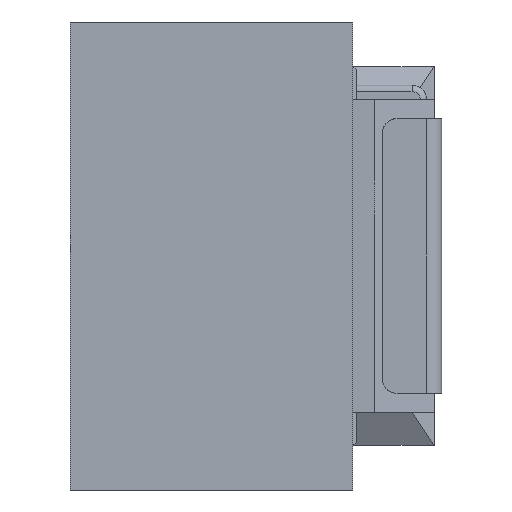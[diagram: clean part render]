
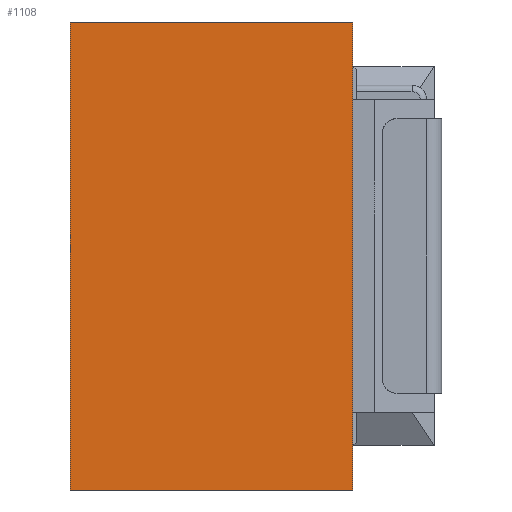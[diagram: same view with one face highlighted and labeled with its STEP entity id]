
A CAD part, left-side view. The second image highlights one B-rep face of the part: STEP entity #1108.
In plain terms, the highlighted planar face has unit normal (-1, 0, 0).
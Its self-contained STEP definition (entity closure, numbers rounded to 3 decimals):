
#12 = CARTESIAN_POINT ( 'NONE',  ( -3.15, 5., 3.15 ) ) ;
#55 = DIRECTION ( 'NONE',  ( 0., 0., 1. ) ) ;
#56 = DIRECTION ( 'NONE',  ( 0., -1., 0. ) ) ;
#260 = ORIENTED_EDGE ( 'NONE', *, *, #1572, .T. ) ;
#382 = LINE ( 'NONE', #12, #1749 ) ;
#493 = EDGE_CURVE ( 'NONE', #1774, #1923, #1511, .T. ) ;
#674 = CARTESIAN_POINT ( 'NONE',  ( -3.15, 5., 3.15 ) ) ;
#681 = CARTESIAN_POINT ( 'NONE',  ( -3.15, 5., 3.15 ) ) ;
#688 = LINE ( 'NONE', #674, #717 ) ;
#717 = VECTOR ( 'NONE', #55, 1000. ) ;
#873 = DIRECTION ( 'NONE',  ( 1., 0., 0. ) ) ;
#888 = CARTESIAN_POINT ( 'NONE',  ( -3.15, 5., 3.15 ) ) ;
#891 = DIRECTION ( 'NONE',  ( 0., 0., -1. ) ) ;
#1067 = ORIENTED_EDGE ( 'NONE', *, *, #493, .F. ) ;
#1081 = CARTESIAN_POINT ( 'NONE',  ( -3.15, 5., -3.15 ) ) ;
#1099 = PLANE ( 'NONE',  #2545 ) ;
#1108 = ADVANCED_FACE ( 'NONE', ( #1331 ), #1099, .F. ) ;
#1152 = VECTOR ( 'NONE', #2217, 1000. ) ;
#1331 = FACE_OUTER_BOUND ( 'NONE', #2403, .T. ) ;
#1511 = LINE ( 'NONE', #1780, #1152 ) ;
#1534 = CARTESIAN_POINT ( 'NONE',  ( -3.15, 1.2, 3.15 ) ) ;
#1572 = EDGE_CURVE ( 'NONE', #2661, #1923, #2765, .T. ) ;
#1617 = EDGE_CURVE ( 'NONE', #2723, #1774, #382, .T. ) ;
#1680 = DIRECTION ( 'NONE',  ( 0., -1., 0. ) ) ;
#1749 = VECTOR ( 'NONE', #56, 1000. ) ;
#1774 = VERTEX_POINT ( 'NONE', #1534 ) ;
#1780 = CARTESIAN_POINT ( 'NONE',  ( -3.15, 1.2, 0. ) ) ;
#1806 = EDGE_CURVE ( 'NONE', #2661, #2723, #688, .T. ) ;
#1832 = ORIENTED_EDGE ( 'NONE', *, *, #1617, .F. ) ;
#1923 = VERTEX_POINT ( 'NONE', #2639 ) ;
#1926 = CARTESIAN_POINT ( 'NONE',  ( -3.15, 5., -3.15 ) ) ;
#2217 = DIRECTION ( 'NONE',  ( 0., 0., -1. ) ) ;
#2403 = EDGE_LOOP ( 'NONE', ( #1067, #1832, #2511, #260 ) ) ;
#2511 = ORIENTED_EDGE ( 'NONE', *, *, #1806, .F. ) ;
#2545 = AXIS2_PLACEMENT_3D ( 'NONE', #681, #873, #891 ) ;
#2637 = VECTOR ( 'NONE', #1680, 1000. ) ;
#2639 = CARTESIAN_POINT ( 'NONE',  ( -3.15, 1.2, -3.15 ) ) ;
#2661 = VERTEX_POINT ( 'NONE', #1081 ) ;
#2723 = VERTEX_POINT ( 'NONE', #888 ) ;
#2765 = LINE ( 'NONE', #1926, #2637 ) ;
